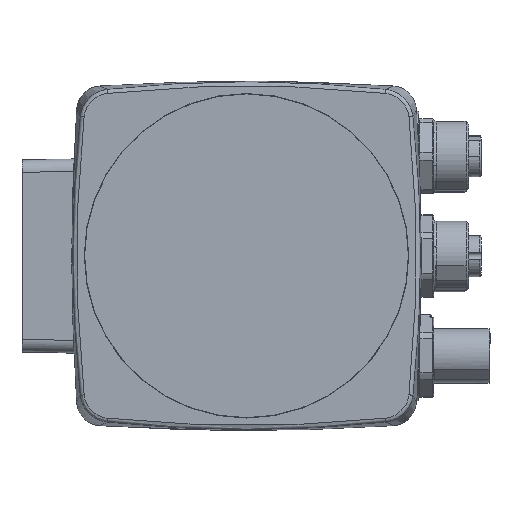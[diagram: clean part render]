
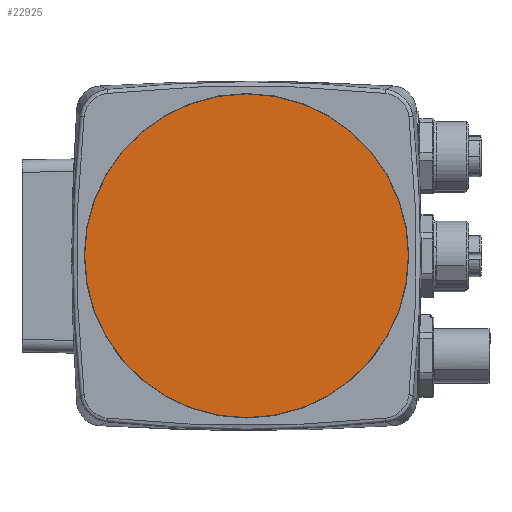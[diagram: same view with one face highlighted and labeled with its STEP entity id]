
A CAD part, top view. The second image highlights one B-rep face of the part: STEP entity #22925.
In plain terms, the highlighted planar face has unit normal (0, 0, 1).
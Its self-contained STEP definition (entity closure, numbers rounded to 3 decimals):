
#22837=CARTESIAN_POINT('',(0.,0.,6.1));
#22838=DIRECTION('',(0.,0.,-1.));
#22839=DIRECTION('',(-1.,0.,0.));
#22840=AXIS2_PLACEMENT_3D('',#22837,#22838,#22839);
#22842=CARTESIAN_POINT('',(0.,0.,6.1));
#22843=DIRECTION('',(0.,0.,-1.));
#22844=DIRECTION('',(1.,0.,0.));
#22845=AXIS2_PLACEMENT_3D('',#22842,#22843,#22844);
#22851=CARTESIAN_POINT('',(32.45,0.,6.1));
#22852=VERTEX_POINT('',#22851);
#22853=CARTESIAN_POINT('',(-32.45,0.,6.1));
#22854=VERTEX_POINT('',#22853);
#22916=CARTESIAN_POINT('',(0.,0.,6.1));
#22917=DIRECTION('',(0.,0.,1.));
#22918=DIRECTION('',(1.,0.,0.));
#22919=AXIS2_PLACEMENT_3D('',#22916,#22917,#22918);
#22920=PLANE('',#22919);
#22921=ORIENTED_EDGE('',*,*,#22882,.T.);
#22922=ORIENTED_EDGE('',*,*,#22903,.T.);
#22923=EDGE_LOOP('',(#22921,#22922));
#22924=FACE_OUTER_BOUND('',#22923,.F.);
#22925=ADVANCED_FACE('',(#22924),#22920,.T.);
#22841=CIRCLE('',#22840,32.45);
#22846=CIRCLE('',#22845,32.45);
#22882=EDGE_CURVE('',#22854,#22852,#22841,.T.);
#22903=EDGE_CURVE('',#22852,#22854,#22846,.T.);
